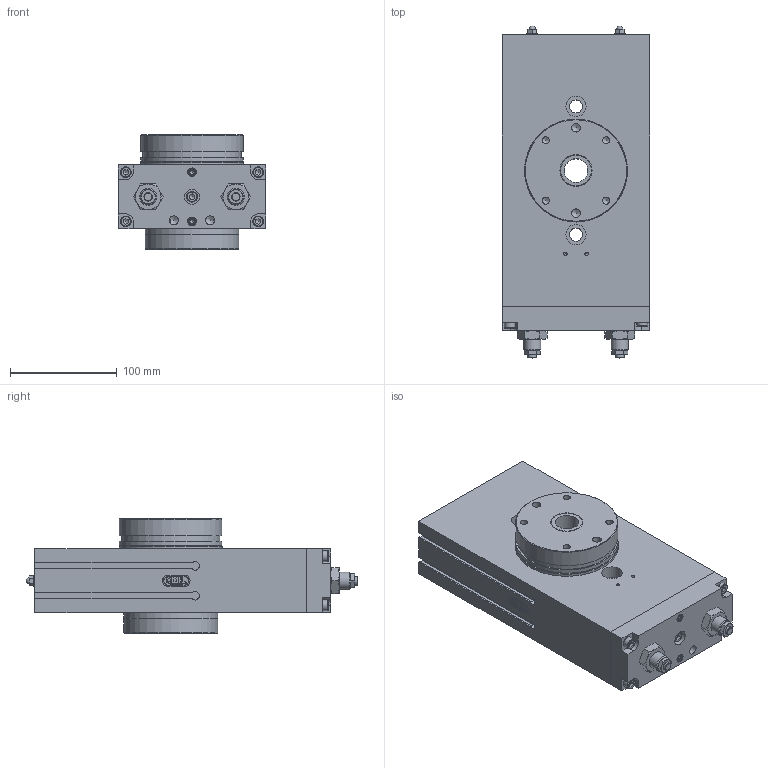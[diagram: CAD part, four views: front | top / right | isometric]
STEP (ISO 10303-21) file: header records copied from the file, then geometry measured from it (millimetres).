
FILE_DESCRIPTION(/* description */ (''),/* implementation_level */ '2;1');
FILE_NAME(/* name */ 'PAO 50-A-N-V3-RO.stp',/* time_stamp */ '2021-10-18T10:13:03+02:00',/* author */ ('Emilio'),/* organization */ (''),/* preprocessor_version */ 'ST-DEVELOPER v17.2',/* originating_system */ 'Autodesk Inventor 2019',/* authorisation */ '');
FILE_SCHEMA (('AUTOMOTIVE_DESIGN { 1 0 10303 214 3 1 1 }'));
Length unit declared in the file: millimetre
Products named in the file (13): PAO 50-A-N-V3-RA; PAO-50-CORPO; PAO-50-TESTATA; PAO-50-PIGNONE; PAO-50-DISTANZIALE; PAO-50-DISTRIBUTORE CENTRALE; PAO-50-SILENZIATORE; TARGHETTA 22X52; ISO 4035 - M16BS EN; PAO-50-PUNTALINO; ISO 4035 - M8BS EN; AS 1420 - 1973 - M6 x 30; ISO 8735 - 8 x 40 - A(1) CSN EN ISO
Assembly tree (21 placements, depth 2):
  PAO 50-A-N-V3-RA
    PAO-50-CORPO
    PAO-50-TESTATA
    PAO-50-PIGNONE
    PAO-50-DISTANZIALE
    PAO-50-DISTRIBUTORE CENTRALE
    PAO-50-SILENZIATORE  x2
    TARGHETTA 22X52
    ISO 4035 - M16BS EN  x2
    PAO-50-PUNTALINO  x2
    ISO 4035 - M8BS EN  x2
    AS 1420 - 1973 - M6 x 30  x5
    ISO 8735 - 8 x 40 - A(1) CSN EN ISO  x2
Bounding box: 138.01 x 310.9 x 107 mm (x, y, z)
Volume: 2475551.4 mm3; surface area: 275520.4 mm2
Topology: 21 solids, 21 shells, 679 faces, 1828 edges, 1231 vertices
Faces by surface type: plane 341, cylinder 115, cone 108, bspline 99, torus 12, sphere 4
Full cylindrical faces by diameter (mm): 2.816 x1, 3.242 x2, 4.134 x2, 4.135 x2, 5.3 x2, 5.5 x4, 6 x5, 6.5 x8, 6.647 x6, 8 x10, 8.376 x4, 8.566 x2, 9 x5, 9.5 x4, 10 x7, 10.5 x2, 12 x2, 12.2 x2, 13.835 x4, 14 x1, 16 x2, 19 x2, 22 x2, 29.8 x1, 30 x3, 44.5 x1, 48 x2, 55 x2, 59 x1, 88 x2
Entity records: 18534 total; most frequent: CARTESIAN_POINT 4332, ORIENTED_EDGE 2964, DIRECTION 2555, EDGE_CURVE 1482, VERTEX_POINT 1017, AXIS2_PLACEMENT_3D 854, LINE 847, VECTOR 847
